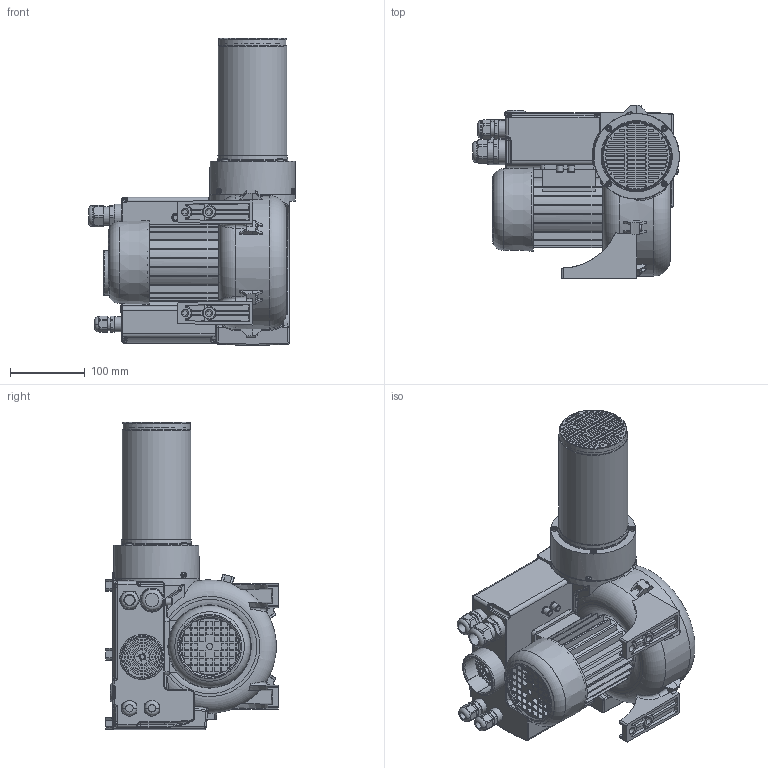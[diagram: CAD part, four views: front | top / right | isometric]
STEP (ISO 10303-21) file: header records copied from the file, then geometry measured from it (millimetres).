
FILE_DESCRIPTION( ( 'Unknown' ), '1' );
FILE_NAME( 'VULCAN System L.stp', 'Unknown', ( 'Unknown' ), ( 'Unknown' ), 'PSStep 10.0', 'Unknown', ' ' );
FILE_SCHEMA( ( 'AUTOMOTIVE_DESIGN { 1 0 10303 214 1 1 1 1 }' ) );
Length unit declared in the file: millimetre
Products named in the file (1): ASM0005_SW0001
Bounding box: 276.2 x 231 x 410.25 mm (x, y, z)
Volume: 7703173.3 mm3; surface area: 521717.9 mm2
Topology: 1 solids, 1 shells, 2320 faces, 6543 edges, 4260 vertices
Faces by surface type: plane 1200, cylinder 840, torus 122, cone 70, bspline 62, sphere 18, extrusion 8
Full cylindrical faces by diameter (mm): 6.1 x4, 8 x13, 10 x2, 13.5 x1, 17.5 x2, 18 x1, 20 x2, 20.6 x1, 23 x1, 24 x1, 25 x1, 28 x1, 32 x1, 60 x1, 80 x1, 85 x1, 92 x1, 94.2 x1, 114 x1
Entity records: 104463 total; most frequent: CARTESIAN_POINT 26462, ORIENTED_EDGE 12782, DIRECTION 12037, EDGE_CURVE 6391, AXIS2_PLACEMENT_3D 4394, VERTEX_POINT 4222, VECTOR 3249, LINE 3241
